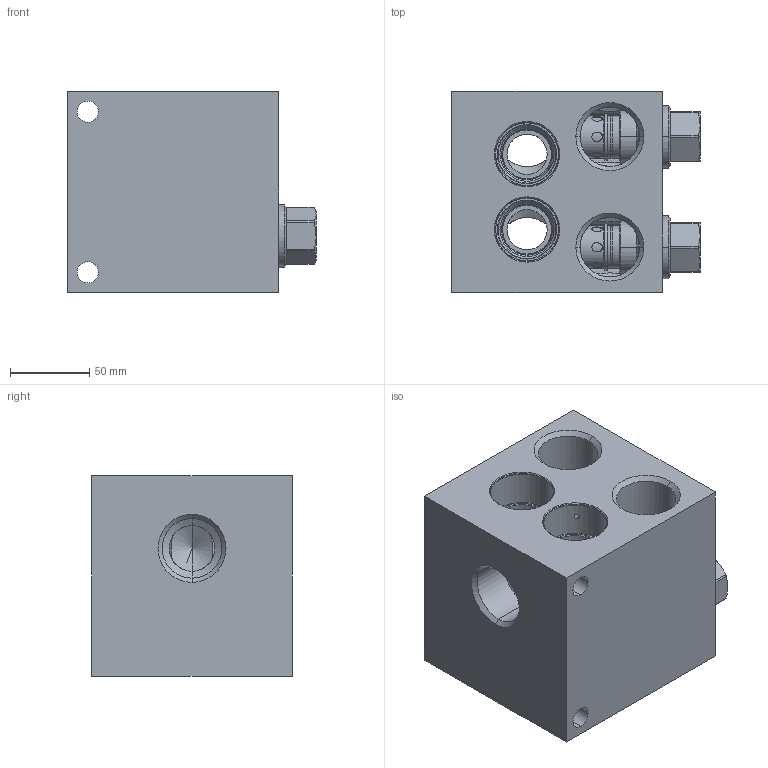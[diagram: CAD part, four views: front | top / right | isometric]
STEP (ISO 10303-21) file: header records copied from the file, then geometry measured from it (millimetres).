
FILE_DESCRIPTION((''),'2;1');
FILE_NAME('HMF_ASM','2024-07-16T',('ProEService'),(''),'PRO/ENGINEER BY PARAMETRIC TECHNOLOGY CORPORATION, 2014200','PRO/ENGINEER BY PARAMETRIC TECHNOLOGY CORPORATION, 2014200','');
FILE_SCHEMA(('CONFIG_CONTROL_DESIGN'));
Length unit declared in the file: inch
Products named in the file (3): 151-179-002; CXGDXCN; HMF_ASM
Assembly tree (3 placements, depth 2):
  HMF_ASM
    151-179-002
    CXGDXCN  x2
Bounding box: 157.18 x 127 x 127 mm (x, y, z)
Volume: 1647460.5 mm3; surface area: 199725.2 mm2
Topology: 5 solids, 5 shells, 482 faces, 1400 edges, 1080 vertices
Faces by surface type: cylinder 226, cone 114, plane 78, torus 52, revolution 12
Entity records: 13261 total; most frequent: CARTESIAN_POINT 4442, DIRECTION 1901, ORIENTED_EDGE 1472, EDGE_CURVE 736, AXIS2_PLACEMENT_3D 689, VECTOR 517, LINE 517, VERTEX_POINT 446
